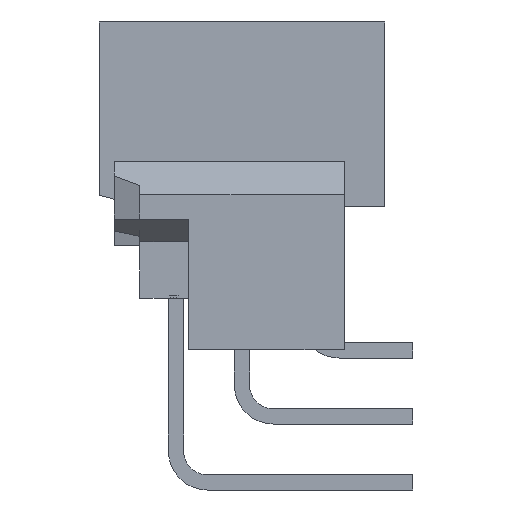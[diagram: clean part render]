
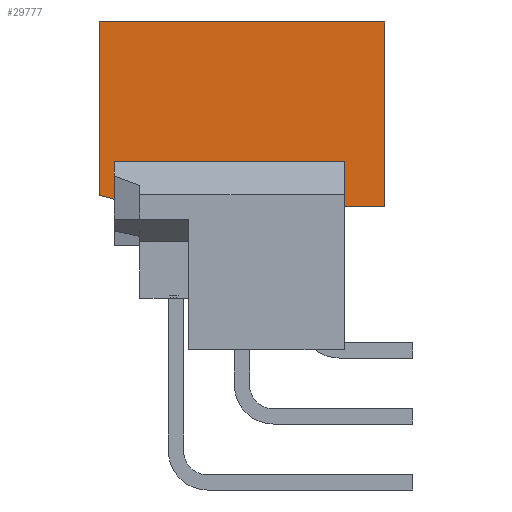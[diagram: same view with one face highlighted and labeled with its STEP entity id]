
A CAD part, left-side view. The second image highlights one B-rep face of the part: STEP entity #29777.
In plain terms, the highlighted planar face has unit normal (-1, 0, 0).
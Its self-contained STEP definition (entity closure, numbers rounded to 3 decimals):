
#134=DIRECTION('',(0.,1.,0.));
#135=VECTOR('',#134,8.282);
#136=CARTESIAN_POINT('',(-54.04,-3.935,-5.38));
#137=LINE('',#136,#135);
#138=DIRECTION('',(0.,0.,1.));
#139=VECTOR('',#138,1.6);
#140=CARTESIAN_POINT('',(-54.04,4.347,-6.98));
#141=LINE('',#140,#139);
#142=DIRECTION('',(0.,0.966,0.259));
#143=VECTOR('',#142,1.194);
#144=CARTESIAN_POINT('',(-54.04,4.347,-6.98));
#145=LINE('',#144,#143);
#146=DIRECTION('',(0.,0.,1.));
#147=VECTOR('',#146,6.671);
#148=CARTESIAN_POINT('',(-54.04,5.5,-6.671));
#149=LINE('',#148,#147);
#150=DIRECTION('',(0.,-1.,0.));
#151=VECTOR('',#150,11.);
#152=CARTESIAN_POINT('',(-54.04,5.5,0.));
#153=LINE('',#152,#151);
#154=DIRECTION('',(0.,0.,-1.));
#155=VECTOR('',#154,7.09);
#156=CARTESIAN_POINT('',(-54.04,-5.5,0.));
#157=LINE('',#156,#155);
#158=DIRECTION('',(0.,1.,0.));
#159=VECTOR('',#158,1.565);
#160=CARTESIAN_POINT('',(-54.04,-5.5,-7.09));
#161=LINE('',#160,#159);
#162=DIRECTION('',(0.,0.,1.));
#163=VECTOR('',#162,1.71);
#164=CARTESIAN_POINT('',(-54.04,-3.935,-7.09));
#165=LINE('',#164,#163);
#22478=CARTESIAN_POINT('',(-54.04,5.5,-6.671));
#22479=CARTESIAN_POINT('',(-54.04,5.5,0.));
#22480=VERTEX_POINT('',#22478);
#22481=VERTEX_POINT('',#22479);
#22482=CARTESIAN_POINT('',(-54.04,-5.5,0.));
#22483=VERTEX_POINT('',#22482);
#22484=CARTESIAN_POINT('',(-54.04,-5.5,-7.09));
#22485=VERTEX_POINT('',#22484);
#22502=CARTESIAN_POINT('',(-54.04,-3.935,-5.38));
#22503=CARTESIAN_POINT('',(-54.04,4.347,-5.38));
#22504=VERTEX_POINT('',#22502);
#22505=VERTEX_POINT('',#22503);
#22512=CARTESIAN_POINT('',(-54.04,-3.935,-7.09));
#22513=VERTEX_POINT('',#22512);
#22574=CARTESIAN_POINT('',(-54.04,4.347,-6.98));
#22575=VERTEX_POINT('',#22574);
#29754=CARTESIAN_POINT('',(-54.04,0.,0.));
#29755=DIRECTION('',(1.,0.,0.));
#29756=DIRECTION('',(0.,0.,-1.));
#29757=AXIS2_PLACEMENT_3D('',#29754,#29755,#29756);
#29758=PLANE('',#29757);
#29760=ORIENTED_EDGE('',*,*,#29759,.T.);
#29762=ORIENTED_EDGE('',*,*,#29761,.F.);
#29764=ORIENTED_EDGE('',*,*,#29763,.T.);
#29766=ORIENTED_EDGE('',*,*,#29765,.T.);
#29768=ORIENTED_EDGE('',*,*,#29767,.T.);
#29770=ORIENTED_EDGE('',*,*,#29769,.T.);
#29772=ORIENTED_EDGE('',*,*,#29771,.T.);
#29774=ORIENTED_EDGE('',*,*,#29773,.T.);
#29775=EDGE_LOOP('',(#29760,#29762,#29764,#29766,#29768,#29770,#29772,#29774));
#29776=FACE_OUTER_BOUND('',#29775,.F.);
#29759=EDGE_CURVE('',#22504,#22505,#137,.T.);
#29761=EDGE_CURVE('',#22575,#22505,#141,.T.);
#29763=EDGE_CURVE('',#22575,#22480,#145,.T.);
#29765=EDGE_CURVE('',#22480,#22481,#149,.T.);
#29767=EDGE_CURVE('',#22481,#22483,#153,.T.);
#29769=EDGE_CURVE('',#22483,#22485,#157,.T.);
#29771=EDGE_CURVE('',#22485,#22513,#161,.T.);
#29773=EDGE_CURVE('',#22513,#22504,#165,.T.);
#29777=ADVANCED_FACE('',(#29776),#29758,.F.);
